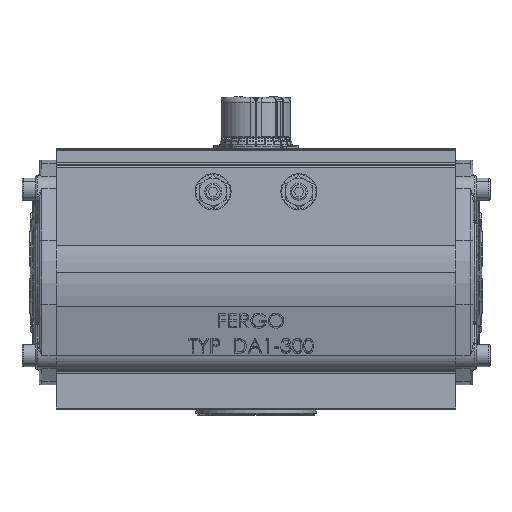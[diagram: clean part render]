
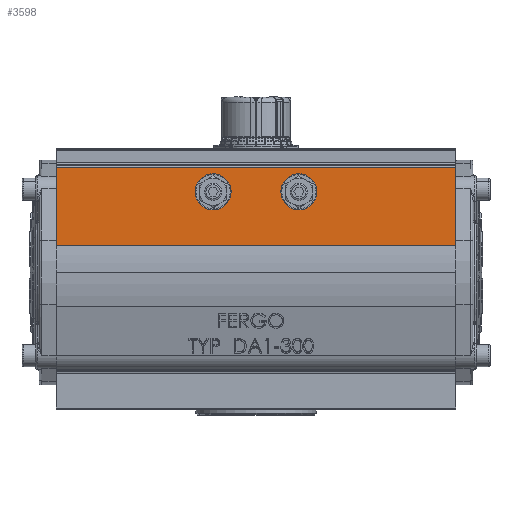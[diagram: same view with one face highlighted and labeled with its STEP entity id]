
A CAD part, top view. The second image highlights one B-rep face of the part: STEP entity #3598.
In plain terms, the highlighted planar face has unit normal (0, 0, 1).
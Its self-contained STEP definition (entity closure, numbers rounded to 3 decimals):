
#24 = EDGE_CURVE ( 'NONE', #137935, #7367, #153363, .T. ) ;
#2413 = CARTESIAN_POINT ( 'NONE',  ( -115.977, 48.5, 65. ) ) ;
#3598 = ADVANCED_FACE ( 'NONE', ( #3764, #211392, #179224 ), #48759, .T. ) ;
#3764 = FACE_OUTER_BOUND ( 'NONE', #31506, .T. ) ;
#7367 = VERTEX_POINT ( 'NONE', #84284 ) ;
#7473 = CARTESIAN_POINT ( 'NONE',  ( 116.623, 3.016, 65. ) ) ;
#7661 = VERTEX_POINT ( 'NONE', #97966 ) ;
#9576 = DIRECTION ( 'NONE',  ( 0., -1., 0. ) ) ;
#12306 = VERTEX_POINT ( 'NONE', #96023 ) ;
#16649 = DIRECTION ( 'NONE',  ( 0., 0., 1. ) ) ;
#17384 = EDGE_CURVE ( 'NONE', #7661, #28669, #84560, .T. ) ;
#18541 = EDGE_CURVE ( 'NONE', #54503, #165155, #69386, .T. ) ;
#20425 = ORIENTED_EDGE ( 'NONE', *, *, #17384, .T. ) ;
#21660 = CARTESIAN_POINT ( 'NONE',  ( 25.323, 34.4, 65. ) ) ;
#26289 = CIRCLE ( 'NONE', #104919, 10.5 ) ;
#28669 = VERTEX_POINT ( 'NONE', #2413 ) ;
#31485 = DIRECTION ( 'NONE',  ( 0., -1., 0. ) ) ;
#31506 = EDGE_LOOP ( 'NONE', ( #70419, #74830, #20425, #133679 ) ) ;
#35340 = DIRECTION ( 'NONE',  ( 0., 0., -1. ) ) ;
#35652 = VECTOR ( 'NONE', #125702, 1000. ) ;
#35892 = DIRECTION ( 'NONE',  ( 0., 0., -1. ) ) ;
#37445 = CIRCLE ( 'NONE', #61281, 10.5 ) ;
#38786 = DIRECTION ( 'NONE',  ( 0., -1., 0. ) ) ;
#40066 = DIRECTION ( 'NONE',  ( 0., 0., -1. ) ) ;
#40088 = EDGE_CURVE ( 'NONE', #196936, #168437, #70803, .T. ) ;
#42211 = CARTESIAN_POINT ( 'NONE',  ( -24.677, 34.4, 65. ) ) ;
#48489 = CARTESIAN_POINT ( 'NONE',  ( 14.823, 34.4, 65. ) ) ;
#48759 = PLANE ( 'NONE',  #51566 ) ;
#51566 = AXIS2_PLACEMENT_3D ( 'NONE', #52960, #16649, #130042 ) ;
#52960 = CARTESIAN_POINT ( 'NONE',  ( 0.323, -12.5, 65. ) ) ;
#54394 = CARTESIAN_POINT ( 'NONE',  ( -24.677, 23.9, 65. ) ) ;
#54503 = VERTEX_POINT ( 'NONE', #155671 ) ;
#54815 = VECTOR ( 'NONE', #117673, 1000. ) ;
#56483 = AXIS2_PLACEMENT_3D ( 'NONE', #136395, #35892, #104312 ) ;
#56678 = DIRECTION ( 'NONE',  ( 0., 0., -1. ) ) ;
#58339 = CARTESIAN_POINT ( 'NONE',  ( 116.623, -5.308, 65. ) ) ;
#59284 = EDGE_CURVE ( 'NONE', #168437, #12306, #85371, .T. ) ;
#61281 = AXIS2_PLACEMENT_3D ( 'NONE', #21660, #137137, #38786 ) ;
#69386 = CIRCLE ( 'NONE', #182061, 10.5 ) ;
#70419 = ORIENTED_EDGE ( 'NONE', *, *, #24, .F. ) ;
#70803 = CIRCLE ( 'NONE', #125480, 10.5 ) ;
#72001 = EDGE_CURVE ( 'NONE', #165156, #54503, #37445, .T. ) ;
#74830 = ORIENTED_EDGE ( 'NONE', *, *, #109147, .T. ) ;
#78490 = CARTESIAN_POINT ( 'NONE',  ( -35.177, 34.4, 65. ) ) ;
#78592 = CARTESIAN_POINT ( 'NONE',  ( -115.977, 36.213, 65. ) ) ;
#80497 = CIRCLE ( 'NONE', #56483, 10.5 ) ;
#80687 = ORIENTED_EDGE ( 'NONE', *, *, #40088, .T. ) ;
#84284 = CARTESIAN_POINT ( 'NONE',  ( -115.977, 3.016, 65. ) ) ;
#84560 = LINE ( 'NONE', #130567, #54815 ) ;
#85371 = CIRCLE ( 'NONE', #95790, 10.5 ) ;
#86097 = DIRECTION ( 'NONE',  ( 0., -1., 0. ) ) ;
#91683 = ORIENTED_EDGE ( 'NONE', *, *, #189295, .T. ) ;
#95790 = AXIS2_PLACEMENT_3D ( 'NONE', #42211, #173745, #186653 ) ;
#96023 = CARTESIAN_POINT ( 'NONE',  ( -14.177, 34.4, 65. ) ) ;
#97856 = EDGE_LOOP ( 'NONE', ( #171596, #151932, #91683 ) ) ;
#97966 = CARTESIAN_POINT ( 'NONE',  ( 116.623, 48.5, 65. ) ) ;
#98492 = CARTESIAN_POINT ( 'NONE',  ( -24.677, 34.4, 65. ) ) ;
#102657 = EDGE_CURVE ( 'NONE', #28669, #7367, #177996, .T. ) ;
#104312 = DIRECTION ( 'NONE',  ( 0., -1., 0. ) ) ;
#104919 = AXIS2_PLACEMENT_3D ( 'NONE', #98492, #35340, #148698 ) ;
#109147 = EDGE_CURVE ( 'NONE', #137935, #7661, #173816, .T. ) ;
#117673 = DIRECTION ( 'NONE',  ( -1., 0., 0. ) ) ;
#123367 = CARTESIAN_POINT ( 'NONE',  ( 0.323, 3.016, 65. ) ) ;
#125480 = AXIS2_PLACEMENT_3D ( 'NONE', #186599, #40066, #86097 ) ;
#125702 = DIRECTION ( 'NONE',  ( 0., 1., 0. ) ) ;
#130042 = DIRECTION ( 'NONE',  ( 0., 1., 0. ) ) ;
#130567 = CARTESIAN_POINT ( 'NONE',  ( 0.323, 48.5, 65. ) ) ;
#133679 = ORIENTED_EDGE ( 'NONE', *, *, #102657, .T. ) ;
#136395 = CARTESIAN_POINT ( 'NONE',  ( 25.323, 34.4, 65. ) ) ;
#137137 = DIRECTION ( 'NONE',  ( 0., 0., -1. ) ) ;
#137294 = DIRECTION ( 'NONE',  ( -1., 0., 0. ) ) ;
#137935 = VERTEX_POINT ( 'NONE', #7473 ) ;
#148698 = DIRECTION ( 'NONE',  ( 0., -1., 0. ) ) ;
#151932 = ORIENTED_EDGE ( 'NONE', *, *, #18541, .T. ) ;
#153363 = LINE ( 'NONE', #123367, #203830 ) ;
#155671 = CARTESIAN_POINT ( 'NONE',  ( 25.323, 23.9, 65. ) ) ;
#161847 = CARTESIAN_POINT ( 'NONE',  ( 35.823, 34.4, 65. ) ) ;
#165155 = VERTEX_POINT ( 'NONE', #48489 ) ;
#165156 = VERTEX_POINT ( 'NONE', #161847 ) ;
#165594 = EDGE_CURVE ( 'NONE', #12306, #196936, #26289, .T. ) ;
#166293 = ORIENTED_EDGE ( 'NONE', *, *, #59284, .T. ) ;
#168437 = VERTEX_POINT ( 'NONE', #78490 ) ;
#168979 = CARTESIAN_POINT ( 'NONE',  ( 25.323, 34.4, 65. ) ) ;
#171596 = ORIENTED_EDGE ( 'NONE', *, *, #72001, .T. ) ;
#173745 = DIRECTION ( 'NONE',  ( 0., 0., -1. ) ) ;
#173816 = LINE ( 'NONE', #58339, #35652 ) ;
#177996 = LINE ( 'NONE', #78592, #184584 ) ;
#179224 = FACE_BOUND ( 'NONE', #97856, .T. ) ;
#182061 = AXIS2_PLACEMENT_3D ( 'NONE', #168979, #56678, #9576 ) ;
#184584 = VECTOR ( 'NONE', #31485, 1000. ) ;
#186599 = CARTESIAN_POINT ( 'NONE',  ( -24.677, 34.4, 65. ) ) ;
#186653 = DIRECTION ( 'NONE',  ( 0., -1., 0. ) ) ;
#189295 = EDGE_CURVE ( 'NONE', #165155, #165156, #80497, .T. ) ;
#196936 = VERTEX_POINT ( 'NONE', #54394 ) ;
#203830 = VECTOR ( 'NONE', #137294, 1000. ) ;
#208670 = ORIENTED_EDGE ( 'NONE', *, *, #165594, .T. ) ;
#210223 = EDGE_LOOP ( 'NONE', ( #208670, #80687, #166293 ) ) ;
#211392 = FACE_BOUND ( 'NONE', #210223, .T. ) ;
